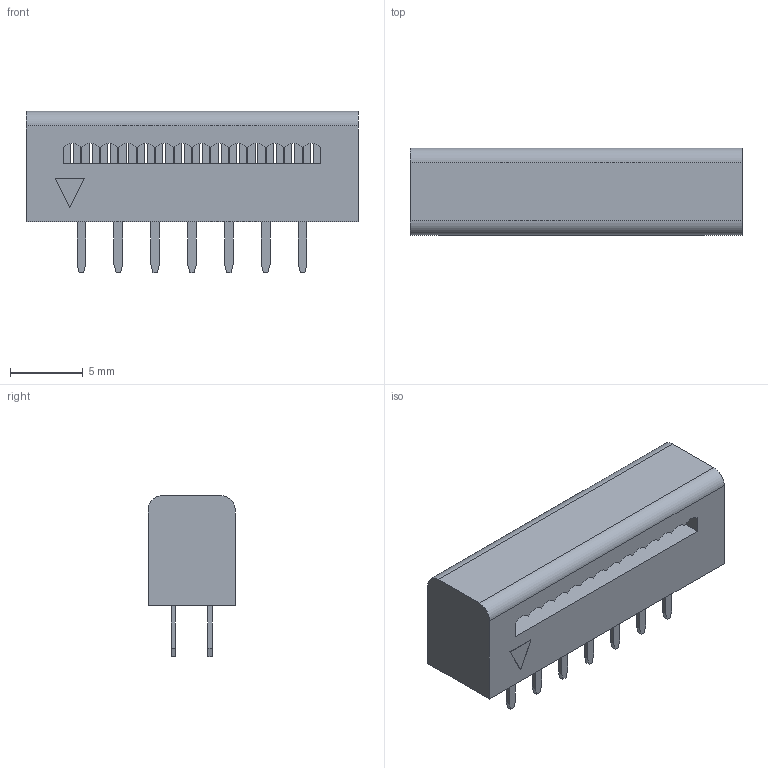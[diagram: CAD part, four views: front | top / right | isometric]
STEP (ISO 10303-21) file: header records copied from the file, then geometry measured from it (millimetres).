
FILE_DESCRIPTION(('STEP AP214'), '1');
FILE_NAME('DS1018 (FDC CONNFLY)', '2018-12-17T16:33:13', ('Egor'), (''), 'ASCON STEP Converter 1.3', 'ASCON Math Kernel', '');
FILE_SCHEMA(('AUTOMOTIVE_DESIGN { 1 0 10303 214 3 1 1}'));
Length unit declared in the file: millimetre
Bounding box: 22.88 x 6.05 x 11.1 mm (x, y, z)
Volume: 853.9 mm3; surface area: 1082.5 mm2
Topology: 1 solids, 1 shells, 312 faces, 801 edges, 534 vertices
Faces by surface type: plane 282, cylinder 30
Entity records: 11869 total; most frequent: CARTESIAN_POINT 1648, ORIENTED_EDGE 1602, DIRECTION 1487, EDGE_CURVE 801, LINE 741, VECTOR 741, VERTEX_POINT 534, AXIS2_PLACEMENT_3D 373
